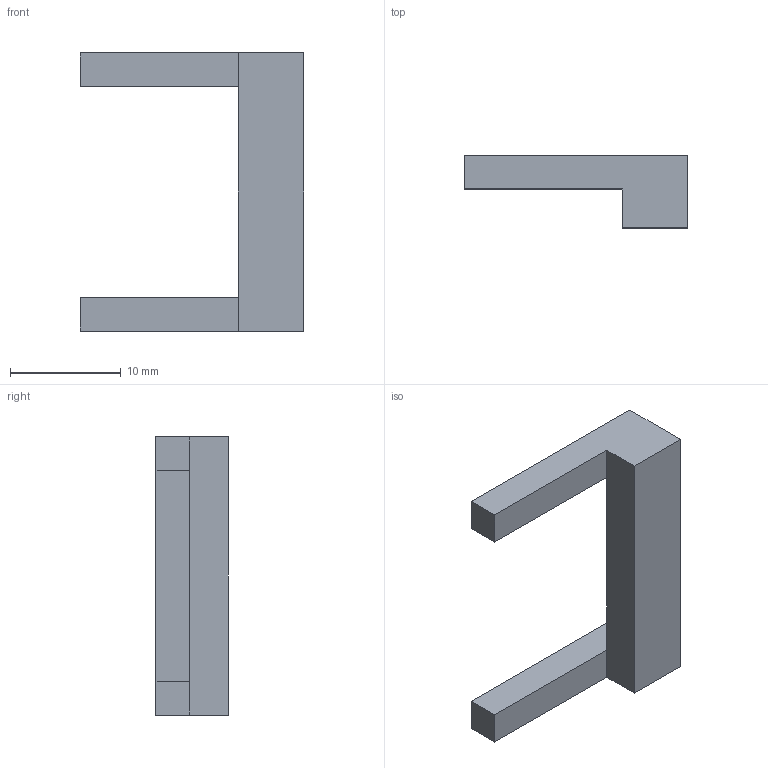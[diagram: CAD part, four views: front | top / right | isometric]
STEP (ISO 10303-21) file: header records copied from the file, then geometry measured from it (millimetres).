
FILE_DESCRIPTION(/* description */ (''),/* implementation_level */ '2;1');
FILE_NAME(/* name */ 'CentrationTool.stp',/* time_stamp */ '2021-08-31T13:25:52+02:00',/* author */ ('Rama'),/* organization */ (''),/* preprocessor_version */ 'ST-DEVELOPER v18.1',/* originating_system */ 'Autodesk Inventor 2021',/* authorisation */ '');
FILE_SCHEMA (('AUTOMOTIVE_DESIGN { 1 0 10303 214 3 1 1 }'));
Length unit declared in the file: millimetre
Products named in the file (1): CentrationTool
Bounding box: 20.21 x 6.5 x 25.1 mm (x, y, z)
Volume: 997.6 mm3; surface area: 1066.5 mm2
Topology: 1 solids, 1 shells, 14 faces, 34 edges, 22 vertices
Faces by surface type: plane 14
Entity records: 443 total; most frequent: CARTESIAN_POINT 71, ORIENTED_EDGE 68, DIRECTION 64, LINE 34, VECTOR 34, EDGE_CURVE 34, VERTEX_POINT 22, AXIS2_PLACEMENT_3D 15
